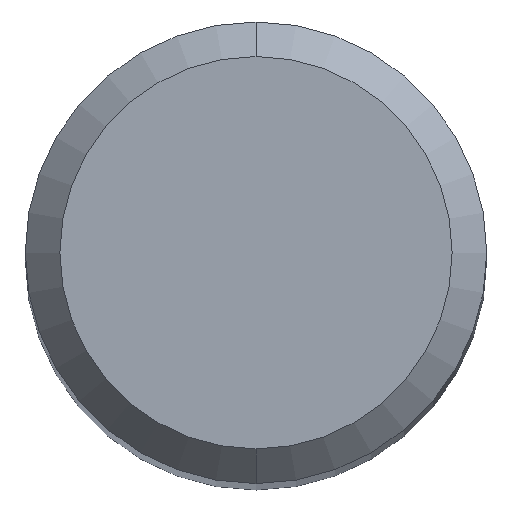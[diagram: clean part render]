
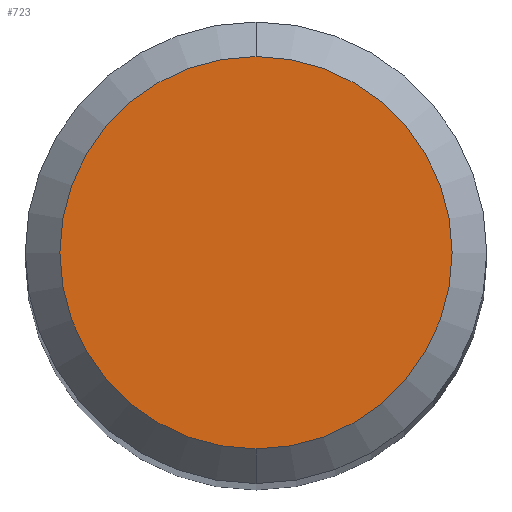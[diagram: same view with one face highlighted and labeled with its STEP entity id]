
A CAD part, top view. The second image highlights one B-rep face of the part: STEP entity #723.
In plain terms, the highlighted planar face has unit normal (0, 0, 1).
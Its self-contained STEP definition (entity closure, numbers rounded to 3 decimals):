
#355=EDGE_CURVE('',#673,#515,#1018,.T.);
#515=VERTEX_POINT('',#1195);
#673=VERTEX_POINT('',#1366);
#715=EDGE_CURVE('',#515,#673,#1411,.T.);
#723=ADVANCED_FACE('',(#1419),#1420,.T.);
#1018=CIRCLE('',#1733,1.7);
#1195=CARTESIAN_POINT('',(0.,-1.7,0.0));
#1366=CARTESIAN_POINT('',(0.0,1.7,0.0));
#1411=CIRCLE('',#3831,1.7);
#1419=FACE_OUTER_BOUND('',#3844,.T.);
#1420=PLANE('',#3845);
#1733=AXIS2_PLACEMENT_3D('',#4991,#4992,#4993);
#3831=AXIS2_PLACEMENT_3D('',#5426,#5427,#5428);
#3844=EDGE_LOOP('',(#5433,#5434));
#3845=AXIS2_PLACEMENT_3D('',#5435,#5436,#5437);
#4991=CARTESIAN_POINT('',(0.0,0.0,0.0));
#4992=DIRECTION('',(0.0,0.0,-1.0));
#4993=DIRECTION('',(0.0,1.0,0.0));
#5426=CARTESIAN_POINT('',(0.0,0.0,0.0));
#5427=DIRECTION('',(0.0,0.0,-1.0));
#5428=DIRECTION('',(0.0,1.0,0.0));
#5433=ORIENTED_EDGE('',*,*,#355,.F.);
#5434=ORIENTED_EDGE('',*,*,#715,.F.);
#5435=CARTESIAN_POINT('',(0.0,0.85,0.0));
#5436=DIRECTION('',(-0.0,0.0,1.0));
#5437=DIRECTION('',(0.0,-1.0,0.0));
